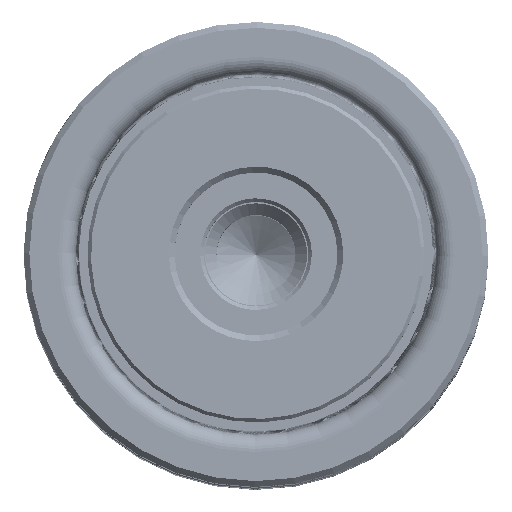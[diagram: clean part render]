
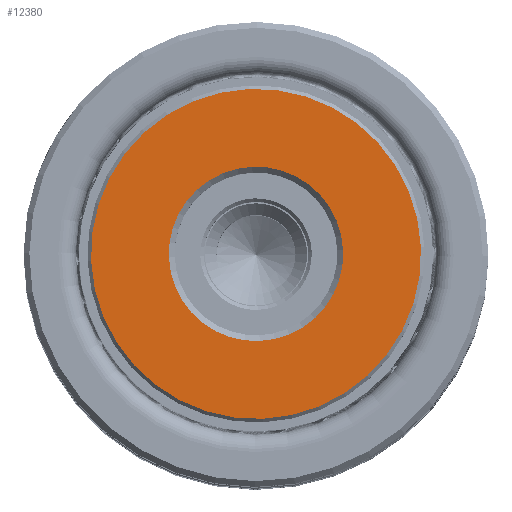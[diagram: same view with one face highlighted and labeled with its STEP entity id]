
A CAD part, top view. The second image highlights one B-rep face of the part: STEP entity #12380.
In plain terms, the highlighted face is planar.
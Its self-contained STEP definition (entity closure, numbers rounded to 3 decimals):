
#3229 = CARTESIAN_POINT ( 'NONE',  ( -14.2, 0., 0. ) ) ;
#3359 = AXIS2_PLACEMENT_3D ( 'NONE', #39286, #18272, #42829 ) ;
#7247 = ORIENTED_EDGE ( 'NONE', *, *, #25271, .T. ) ;
#7385 = CARTESIAN_POINT ( 'NONE',  ( 0., 0., 0. ) ) ;
#7470 = EDGE_LOOP ( 'NONE', ( #25993, #7247 ) ) ;
#7592 = DIRECTION ( 'NONE',  ( 1., 0., 0. ) ) ;
#10266 = CARTESIAN_POINT ( 'NONE',  ( 7.5, 0., 0. ) ) ;
#10891 = DIRECTION ( 'NONE',  ( 1., 0., 0. ) ) ;
#12380 = ADVANCED_FACE ( 'NONE', ( #34092, #22539 ), #25127, .F. ) ;
#13842 = EDGE_CURVE ( 'NONE', #31733, #40080, #19212, .T. ) ;
#14861 = CARTESIAN_POINT ( 'NONE',  ( 0., 0., 0. ) ) ;
#18071 = CARTESIAN_POINT ( 'NONE',  ( 0., 0., 0. ) ) ;
#18272 = DIRECTION ( 'NONE',  ( 0., 0., 1. ) ) ;
#18401 = DIRECTION ( 'NONE',  ( 1., 0., 0. ) ) ;
#18849 = CIRCLE ( 'NONE', #38343, 7.5 ) ;
#19153 = VERTEX_POINT ( 'NONE', #32002 ) ;
#19212 = CIRCLE ( 'NONE', #30727, 14.2 ) ;
#19403 = CARTESIAN_POINT ( 'NONE',  ( 0., 0., 0. ) ) ;
#19517 = EDGE_LOOP ( 'NONE', ( #37161, #41903 ) ) ;
#20279 = AXIS2_PLACEMENT_3D ( 'NONE', #14861, #39415, #18401 ) ;
#22539 = FACE_BOUND ( 'NONE', #7470, .T. ) ;
#22621 = EDGE_CURVE ( 'NONE', #19153, #30360, #18849, .T. ) ;
#22917 = DIRECTION ( 'NONE',  ( 1., 0., 0. ) ) ;
#25127 = PLANE ( 'NONE',  #40416 ) ;
#25271 = EDGE_CURVE ( 'NONE', #30360, #19153, #32022, .T. ) ;
#25993 = ORIENTED_EDGE ( 'NONE', *, *, #22621, .T. ) ;
#27670 = CARTESIAN_POINT ( 'NONE',  ( 14.2, 0., 0. ) ) ;
#28634 = DIRECTION ( 'NONE',  ( 0., 0., 1. ) ) ;
#29061 = CIRCLE ( 'NONE', #20279, 14.2 ) ;
#30360 = VERTEX_POINT ( 'NONE', #10266 ) ;
#30727 = AXIS2_PLACEMENT_3D ( 'NONE', #7385, #31948, #10891 ) ;
#31733 = VERTEX_POINT ( 'NONE', #27670 ) ;
#31948 = DIRECTION ( 'NONE',  ( 0., 0., -1. ) ) ;
#32002 = CARTESIAN_POINT ( 'NONE',  ( -7.5, 0., 0. ) ) ;
#32022 = CIRCLE ( 'NONE', #3359, 7.5 ) ;
#32712 = EDGE_CURVE ( 'NONE', #40080, #31733, #29061, .T. ) ;
#34092 = FACE_OUTER_BOUND ( 'NONE', #19517, .T. ) ;
#37161 = ORIENTED_EDGE ( 'NONE', *, *, #13842, .T. ) ;
#38343 = AXIS2_PLACEMENT_3D ( 'NONE', #19403, #43944, #22917 ) ;
#39286 = CARTESIAN_POINT ( 'NONE',  ( 0., 0., 0. ) ) ;
#39415 = DIRECTION ( 'NONE',  ( 0., 0., -1. ) ) ;
#40080 = VERTEX_POINT ( 'NONE', #3229 ) ;
#40416 = AXIS2_PLACEMENT_3D ( 'NONE', #18071, #28634, #7592 ) ;
#41903 = ORIENTED_EDGE ( 'NONE', *, *, #32712, .T. ) ;
#42829 = DIRECTION ( 'NONE',  ( 1., 0., 0. ) ) ;
#43944 = DIRECTION ( 'NONE',  ( 0., 0., 1. ) ) ;
